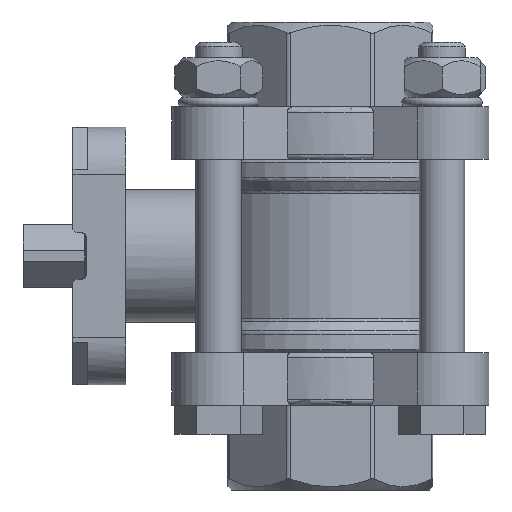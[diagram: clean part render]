
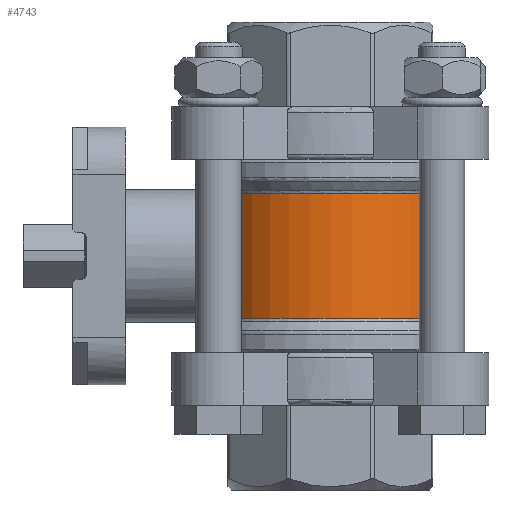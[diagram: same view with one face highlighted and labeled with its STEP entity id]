
A CAD part, left-side view. The second image highlights one B-rep face of the part: STEP entity #4743.
In plain terms, the highlighted cylindrical face has radius 21 mm (diameter 42 mm), a partial arc.
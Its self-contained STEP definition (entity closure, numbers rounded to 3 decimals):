
#102=CIRCLE('',#5090,21.);
#103=CIRCLE('',#5092,21.);
#104=CIRCLE('',#5093,21.);
#105=CIRCLE('',#5094,21.);
#280=CYLINDRICAL_SURFACE('',#5091,21.);
#359=B_SPLINE_CURVE_WITH_KNOTS('',3,(#7177,#7178,#7179,#7180,#7181,#7182),
 .UNSPECIFIED.,.F.,.F.,(4,1,1,4),(0.004,0.01,
0.013,0.016),.UNSPECIFIED.);
#360=B_SPLINE_CURVE_WITH_KNOTS('',3,(#7190,#7191,#7192,#7193,#7194),
 .UNSPECIFIED.,.F.,.F.,(4,1,4),(0.02,0.026,0.032),
 .UNSPECIFIED.);
#364=B_SPLINE_CURVE_WITH_KNOTS('',3,(#7211,#7212,#7213,#7214,#7215,#7216,
#7217,#7218,#7219,#7220,#7221),.UNSPECIFIED.,.F.,.F.,(4,1,1,1,1,1,1,1,4),
(0.04,0.044,0.047,0.051,
0.054,0.058,0.061,0.065,
0.068),.UNSPECIFIED.);
#669=ORIENTED_EDGE('',*,*,#1977,.F.);
#670=ORIENTED_EDGE('',*,*,#1989,.T.);
#671=ORIENTED_EDGE('',*,*,#1985,.F.);
#672=ORIENTED_EDGE('',*,*,#1990,.F.);
#673=ORIENTED_EDGE('',*,*,#1981,.F.);
#674=ORIENTED_EDGE('',*,*,#1991,.F.);
#675=ORIENTED_EDGE('',*,*,#1992,.F.);
#676=ORIENTED_EDGE('',*,*,#1993,.T.);
#1977=EDGE_CURVE('',#2633,#2634,#359,.T.);
#1981=EDGE_CURVE('',#2637,#2638,#360,.T.);
#1985=EDGE_CURVE('',#2641,#2642,#364,.T.);
#1989=EDGE_CURVE('',#2633,#2642,#102,.T.);
#1990=EDGE_CURVE('',#2638,#2641,#103,.T.);
#1991=EDGE_CURVE('',#2644,#2637,#104,.T.);
#1992=EDGE_CURVE('',#2645,#2644,#3105,.T.);
#1993=EDGE_CURVE('',#2645,#2634,#105,.T.);
#2633=VERTEX_POINT('',#7176);
#2634=VERTEX_POINT('',#7183);
#2637=VERTEX_POINT('',#7189);
#2638=VERTEX_POINT('',#7195);
#2641=VERTEX_POINT('',#7210);
#2642=VERTEX_POINT('',#7222);
#2644=VERTEX_POINT('',#7236);
#2645=VERTEX_POINT('',#7238);
#3105=LINE('',#7237,#3454);
#3454=VECTOR('',#5757,1000.);
#3744=EDGE_LOOP('',(#669,#670,#671,#672,#673,#674,#675,#676));
#4161=FACE_BOUND('',#3744,.T.);
#4743=ADVANCED_FACE('',(#4161),#280,.T.);
#5090=AXIS2_PLACEMENT_3D('',#7232,#5749,#5750);
#5091=AXIS2_PLACEMENT_3D('',#7233,#5751,#5752);
#5092=AXIS2_PLACEMENT_3D('',#7234,#5753,#5754);
#5093=AXIS2_PLACEMENT_3D('',#7235,#5755,#5756);
#5094=AXIS2_PLACEMENT_3D('',#7239,#5758,#5759);
#5749=DIRECTION('',(0.,0.,-1.));
#5750=DIRECTION('',(-1.,0.,0.));
#5751=DIRECTION('',(0.,0.,-1.));
#5752=DIRECTION('',(-1.,0.,0.));
#5753=DIRECTION('',(0.,0.,-1.));
#5754=DIRECTION('',(-1.,0.,0.));
#5755=DIRECTION('',(0.,0.,1.));
#5756=DIRECTION('',(1.,0.,0.));
#5757=DIRECTION('',(0.,0.,-1.));
#5758=DIRECTION('',(0.,0.,1.));
#5759=DIRECTION('',(1.,0.,0.));
#7176=CARTESIAN_POINT('',(3.879,20.639,10.667));
#7177=CARTESIAN_POINT('',(3.879,20.639,10.667));
#7178=CARTESIAN_POINT('',(5.77,20.283,9.979));
#7179=CARTESIAN_POINT('',(8.234,19.402,8.23));
#7180=CARTESIAN_POINT('',(10.372,18.279,4.921));
#7181=CARTESIAN_POINT('',(10.995,17.893,2.99));
#7182=CARTESIAN_POINT('',(11.172,17.781,2.));
#7183=CARTESIAN_POINT('',(11.172,17.781,2.));
#7189=CARTESIAN_POINT('',(11.172,17.781,-2.));
#7190=CARTESIAN_POINT('',(11.172,17.781,-2.));
#7191=CARTESIAN_POINT('',(10.817,18.005,-3.986));
#7192=CARTESIAN_POINT('',(9.045,19.112,-7.676));
#7193=CARTESIAN_POINT('',(5.754,20.286,-9.985));
#7194=CARTESIAN_POINT('',(3.879,20.639,-10.667));
#7195=CARTESIAN_POINT('',(3.879,20.639,-10.667));
#7210=CARTESIAN_POINT('',(-3.879,20.639,-10.667));
#7211=CARTESIAN_POINT('',(-3.879,20.639,-10.667));
#7212=CARTESIAN_POINT('',(-4.981,20.432,-10.266));
#7213=CARTESIAN_POINT('',(-7.019,19.863,-9.138));
#7214=CARTESIAN_POINT('',(-9.402,18.821,-6.658));
#7215=CARTESIAN_POINT('',(-10.967,17.922,-3.559));
#7216=CARTESIAN_POINT('',(-11.539,17.543,-0.014));
#7217=CARTESIAN_POINT('',(-10.975,17.918,3.543));
#7218=CARTESIAN_POINT('',(-9.399,18.823,6.663));
#7219=CARTESIAN_POINT('',(-7.018,19.864,9.14));
#7220=CARTESIAN_POINT('',(-4.968,20.434,10.271));
#7221=CARTESIAN_POINT('',(-3.879,20.639,10.667));
#7222=CARTESIAN_POINT('',(-3.879,20.639,10.667));
#7232=CARTESIAN_POINT('',(0.,0.,10.667));
#7233=CARTESIAN_POINT('',(0.,0.,-40.));
#7234=CARTESIAN_POINT('',(0.,0.,-10.667));
#7235=CARTESIAN_POINT('',(0.,0.,-2.));
#7236=CARTESIAN_POINT('',(20.202,5.733,-2.));
#7237=CARTESIAN_POINT('',(20.202,5.733,-40.));
#7238=CARTESIAN_POINT('',(20.202,5.733,2.));
#7239=CARTESIAN_POINT('',(0.,0.,2.));
